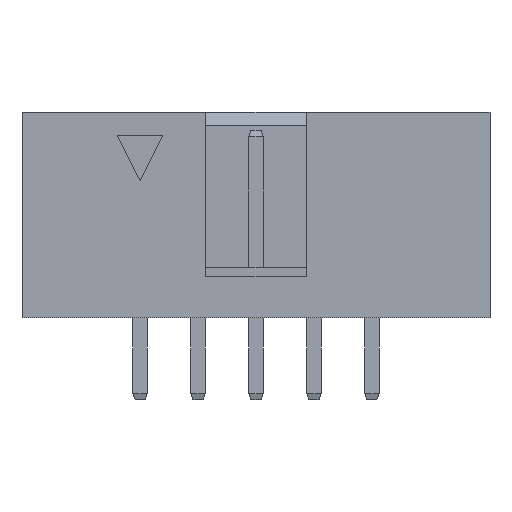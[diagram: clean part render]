
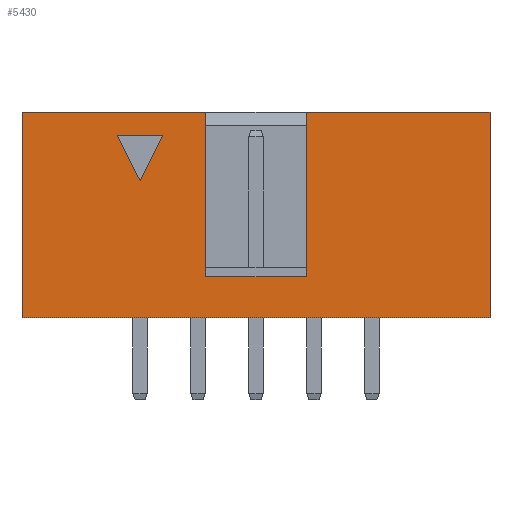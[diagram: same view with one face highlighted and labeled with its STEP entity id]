
A CAD part, front view. The second image highlights one B-rep face of the part: STEP entity #5430.
In plain terms, the highlighted planar face has unit normal (0, -1, 0).
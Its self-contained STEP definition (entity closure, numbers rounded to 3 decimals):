
#15 = EDGE_LOOP ( 'NONE', ( #5783, #3833, #5861, #3182, #4659, #4453, #6399, #3944 ) ) ;
#105 = EDGE_CURVE ( 'NONE', #469, #3524, #4494, .T. ) ;
#106 = FACE_OUTER_BOUND ( 'NONE', #15, .T. ) ;
#153 = DIRECTION ( 'NONE',  ( 0., -1., 0. ) ) ;
#200 = DIRECTION ( 'NONE',  ( 1., 0., 0. ) ) ;
#469 = VERTEX_POINT ( 'NONE', #5429 ) ;
#488 = CARTESIAN_POINT ( 'NONE',  ( 2.88, -3.13, 0. ) ) ;
#509 = DIRECTION ( 'NONE',  ( 1., 0., 0. ) ) ;
#531 = LINE ( 'NONE', #2202, #4062 ) ;
#532 = CARTESIAN_POINT ( 'NONE',  ( -5.17, -3.13, 9. ) ) ;
#620 = CARTESIAN_POINT ( 'NONE',  ( 2.88, -3.13, 1.8 ) ) ;
#621 = VECTOR ( 'NONE', #3391, 1000. ) ;
#646 = VERTEX_POINT ( 'NONE', #2524 ) ;
#686 = DIRECTION ( 'NONE',  ( 0., 0., 1. ) ) ;
#725 = VECTOR ( 'NONE', #5112, 1000. ) ;
#755 = DIRECTION ( 'NONE',  ( -0.447, 0., -0.894 ) ) ;
#782 = LINE ( 'NONE', #1275, #2901 ) ;
#1127 = FACE_BOUND ( 'NONE', #2505, .T. ) ;
#1129 = CARTESIAN_POINT ( 'NONE',  ( 1., -3.13, 8. ) ) ;
#1162 = LINE ( 'NONE', #488, #5387 ) ;
#1275 = CARTESIAN_POINT ( 'NONE',  ( 7.28, -3.13, 0. ) ) ;
#1423 = DIRECTION ( 'NONE',  ( -0.447, 0., 0.894 ) ) ;
#1452 = VERTEX_POINT ( 'NONE', #5495 ) ;
#1532 = ORIENTED_EDGE ( 'NONE', *, *, #3465, .T. ) ;
#1585 = ORIENTED_EDGE ( 'NONE', *, *, #1795, .T. ) ;
#1637 = DIRECTION ( 'NONE',  ( 0., 0., -1. ) ) ;
#1795 = EDGE_CURVE ( 'NONE', #646, #4735, #6425, .T. ) ;
#1850 = VERTEX_POINT ( 'NONE', #1903 ) ;
#1864 = EDGE_CURVE ( 'NONE', #1452, #3541, #5548, .T. ) ;
#1903 = CARTESIAN_POINT ( 'NONE',  ( 7.28, -3.13, 9. ) ) ;
#2010 = DIRECTION ( 'NONE',  ( 1., 0., 0. ) ) ;
#2026 = LINE ( 'NONE', #3190, #4307 ) ;
#2152 = CARTESIAN_POINT ( 'NONE',  ( -1., -3.13, 8. ) ) ;
#2202 = CARTESIAN_POINT ( 'NONE',  ( 0., -3.13, 9. ) ) ;
#2221 = EDGE_CURVE ( 'NONE', #469, #4110, #2026, .T. ) ;
#2316 = EDGE_CURVE ( 'NONE', #1850, #4654, #531, .T. ) ;
#2357 = CARTESIAN_POINT ( 'NONE',  ( 1., -3.13, 8. ) ) ;
#2505 = EDGE_LOOP ( 'NONE', ( #1532, #3307, #1585 ) ) ;
#2506 = EDGE_CURVE ( 'NONE', #3541, #5710, #1162, .T. ) ;
#2524 = CARTESIAN_POINT ( 'NONE',  ( 0., -3.13, 6. ) ) ;
#2589 = EDGE_CURVE ( 'NONE', #3524, #5710, #6011, .T. ) ;
#2847 = DIRECTION ( 'NONE',  ( 0., 0., -1. ) ) ;
#2901 = VECTOR ( 'NONE', #2847, 1000. ) ;
#3182 = ORIENTED_EDGE ( 'NONE', *, *, #2506, .T. ) ;
#3190 = CARTESIAN_POINT ( 'NONE',  ( 0., -3.13, 0. ) ) ;
#3307 = ORIENTED_EDGE ( 'NONE', *, *, #3771, .T. ) ;
#3391 = DIRECTION ( 'NONE',  ( -1., 0., 0. ) ) ;
#3423 = VECTOR ( 'NONE', #509, 1000. ) ;
#3465 = EDGE_CURVE ( 'NONE', #4735, #5041, #4594, .T. ) ;
#3476 = VECTOR ( 'NONE', #755, 1000. ) ;
#3524 = VERTEX_POINT ( 'NONE', #532 ) ;
#3541 = VERTEX_POINT ( 'NONE', #620 ) ;
#3566 = CARTESIAN_POINT ( 'NONE',  ( 15.33, -3.13, 0. ) ) ;
#3771 = EDGE_CURVE ( 'NONE', #5041, #646, #4830, .T. ) ;
#3833 = ORIENTED_EDGE ( 'NONE', *, *, #6410, .T. ) ;
#3840 = DIRECTION ( 'NONE',  ( 1., 0., 0. ) ) ;
#3944 = ORIENTED_EDGE ( 'NONE', *, *, #5392, .T. ) ;
#4010 = CARTESIAN_POINT ( 'NONE',  ( 0., -3.13, 9. ) ) ;
#4062 = VECTOR ( 'NONE', #3840, 1000. ) ;
#4110 = VERTEX_POINT ( 'NONE', #3566 ) ;
#4160 = CARTESIAN_POINT ( 'NONE',  ( 15.33, -3.13, 0. ) ) ;
#4168 = CARTESIAN_POINT ( 'NONE',  ( 15.33, -3.13, 9. ) ) ;
#4205 = CARTESIAN_POINT ( 'NONE',  ( -1.27, -3.13, 0. ) ) ;
#4211 = AXIS2_PLACEMENT_3D ( 'NONE', #4205, #153, #1637 ) ;
#4307 = VECTOR ( 'NONE', #200, 1000. ) ;
#4453 = ORIENTED_EDGE ( 'NONE', *, *, #105, .F. ) ;
#4494 = LINE ( 'NONE', #6050, #725 ) ;
#4594 = LINE ( 'NONE', #5835, #6076 ) ;
#4654 = VERTEX_POINT ( 'NONE', #4168 ) ;
#4659 = ORIENTED_EDGE ( 'NONE', *, *, #2589, .F. ) ;
#4735 = VERTEX_POINT ( 'NONE', #2152 ) ;
#4818 = VECTOR ( 'NONE', #686, 1000. ) ;
#4830 = LINE ( 'NONE', #1129, #3476 ) ;
#4971 = CARTESIAN_POINT ( 'NONE',  ( -1.27, -3.13, 1.8 ) ) ;
#5041 = VERTEX_POINT ( 'NONE', #2357 ) ;
#5112 = DIRECTION ( 'NONE',  ( 0., 0., 1. ) ) ;
#5200 = LINE ( 'NONE', #4160, #4818 ) ;
#5213 = PLANE ( 'NONE',  #4211 ) ;
#5387 = VECTOR ( 'NONE', #5501, 1000. ) ;
#5392 = EDGE_CURVE ( 'NONE', #4110, #4654, #5200, .T. ) ;
#5429 = CARTESIAN_POINT ( 'NONE',  ( -5.17, -3.13, 0. ) ) ;
#5430 = ADVANCED_FACE ( 'NONE', ( #1127, #106 ), #5213, .T. ) ;
#5495 = CARTESIAN_POINT ( 'NONE',  ( 7.28, -3.13, 1.8 ) ) ;
#5501 = DIRECTION ( 'NONE',  ( 0., 0., 1. ) ) ;
#5548 = LINE ( 'NONE', #4971, #621 ) ;
#5710 = VERTEX_POINT ( 'NONE', #6491 ) ;
#5783 = ORIENTED_EDGE ( 'NONE', *, *, #2316, .F. ) ;
#5835 = CARTESIAN_POINT ( 'NONE',  ( -1.27, -3.13, 8. ) ) ;
#5861 = ORIENTED_EDGE ( 'NONE', *, *, #1864, .T. ) ;
#5870 = VECTOR ( 'NONE', #1423, 1000. ) ;
#6011 = LINE ( 'NONE', #4010, #3423 ) ;
#6050 = CARTESIAN_POINT ( 'NONE',  ( -5.17, -3.13, 0. ) ) ;
#6076 = VECTOR ( 'NONE', #2010, 1000. ) ;
#6333 = CARTESIAN_POINT ( 'NONE',  ( 0., -3.13, 6. ) ) ;
#6399 = ORIENTED_EDGE ( 'NONE', *, *, #2221, .T. ) ;
#6410 = EDGE_CURVE ( 'NONE', #1850, #1452, #782, .T. ) ;
#6425 = LINE ( 'NONE', #6333, #5870 ) ;
#6491 = CARTESIAN_POINT ( 'NONE',  ( 2.88, -3.13, 9. ) ) ;
